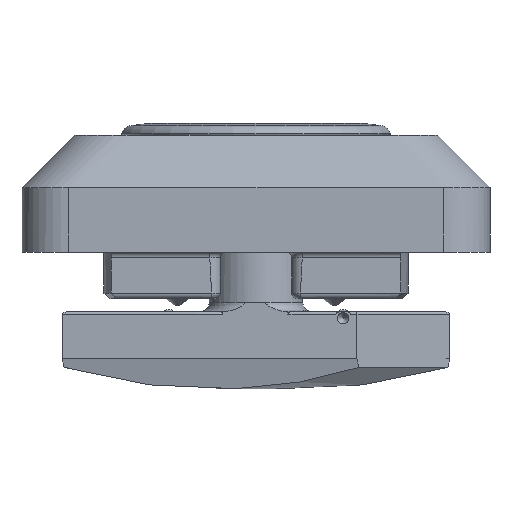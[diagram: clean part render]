
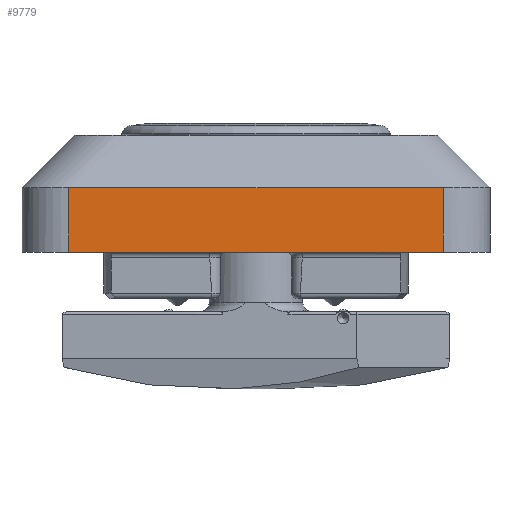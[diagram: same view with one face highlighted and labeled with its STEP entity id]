
A CAD part, left-side view. The second image highlights one B-rep face of the part: STEP entity #9779.
In plain terms, the highlighted planar face has unit normal (-1, 0, 0).
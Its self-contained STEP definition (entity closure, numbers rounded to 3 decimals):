
#668=PLANE('',#11048);
#1115=LINE('',#21809,#1712);
#1188=LINE('',#22043,#1785);
#1190=LINE('',#22082,#1787);
#1191=LINE('',#22083,#1788);
#1712=VECTOR('',#13389,1000.);
#1785=VECTOR('',#13578,1000.);
#1787=VECTOR('',#13582,1000.);
#1788=VECTOR('',#13583,10.);
#2515=FACE_OUTER_BOUND('',#3112,.T.);
#3112=EDGE_LOOP('',(#8712,#8713,#8714,#8715));
#4708=VERTEX_POINT('',#21795);
#4714=VERTEX_POINT('',#21807);
#4817=VERTEX_POINT('',#22042);
#4819=VERTEX_POINT('',#22081);
#6031=EDGE_CURVE('',#4708,#4714,#1115,.T.);
#6144=EDGE_CURVE('',#4817,#4708,#1188,.T.);
#6147=EDGE_CURVE('',#4819,#4714,#1190,.T.);
#6148=EDGE_CURVE('',#4817,#4819,#1191,.F.);
#8712=ORIENTED_EDGE('',*,*,#6031,.T.);
#8713=ORIENTED_EDGE('',*,*,#6147,.F.);
#8714=ORIENTED_EDGE('',*,*,#6148,.F.);
#8715=ORIENTED_EDGE('',*,*,#6144,.T.);
#9779=ADVANCED_FACE('',(#2515),#668,.F.);
#11048=AXIS2_PLACEMENT_3D('',#22080,#13580,#13581);
#13389=DIRECTION('',(0.,-1.,0.));
#13578=DIRECTION('',(0.,0.,-1.));
#13580=DIRECTION('center_axis',(1.,0.,0.));
#13581=DIRECTION('ref_axis',(0.,0.,-1.));
#13582=DIRECTION('',(0.,0.,-1.));
#13583=DIRECTION('',(0.,1.,0.));
#21795=CARTESIAN_POINT('',(-40.,16.,0.));
#21807=CARTESIAN_POINT('',(-40.,-16.,0.));
#21809=CARTESIAN_POINT('',(-40.,16.,0.));
#22042=CARTESIAN_POINT('',(-40.,16.,5.5));
#22043=CARTESIAN_POINT('',(-40.,16.,5.5));
#22080=CARTESIAN_POINT('Origin',(-40.,16.,5.5));
#22081=CARTESIAN_POINT('',(-40.,-16.,5.5));
#22082=CARTESIAN_POINT('',(-40.,-16.,5.5));
#22083=CARTESIAN_POINT('',(-40.,-16.,5.5));
